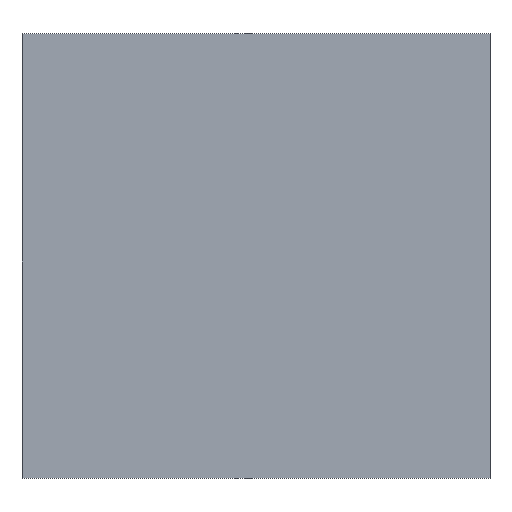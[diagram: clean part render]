
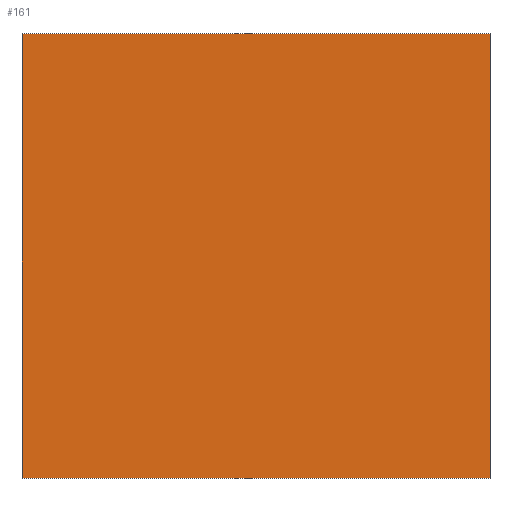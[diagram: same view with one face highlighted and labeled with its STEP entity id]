
A CAD part, top view. The second image highlights one B-rep face of the part: STEP entity #161.
In plain terms, the highlighted planar face has unit normal (0, 0, 1).
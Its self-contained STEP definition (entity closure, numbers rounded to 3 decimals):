
#1 = CARTESIAN_POINT ( 'NONE',  ( 0., 0., 16.76 ) ) ;
#4 = VECTOR ( 'NONE', #157, 1000. ) ;
#9 = CARTESIAN_POINT ( 'NONE',  ( 1000., 0., 16.76 ) ) ;
#13 = VERTEX_POINT ( 'NONE', #63 ) ;
#16 = DIRECTION ( 'NONE',  ( 0., -1., 0. ) ) ;
#18 = EDGE_CURVE ( 'NONE', #47, #25, #122, .T. ) ;
#20 = FACE_OUTER_BOUND ( 'NONE', #184, .T. ) ;
#21 = CARTESIAN_POINT ( 'NONE',  ( 0., 0., 16.76 ) ) ;
#22 = VECTOR ( 'NONE', #95, 1000. ) ;
#25 = VERTEX_POINT ( 'NONE', #21 ) ;
#34 = DIRECTION ( 'NONE',  ( -1., 0., 0. ) ) ;
#36 = LINE ( 'NONE', #48, #4 ) ;
#47 = VERTEX_POINT ( 'NONE', #201 ) ;
#48 = CARTESIAN_POINT ( 'NONE',  ( 0., 0., 16.76 ) ) ;
#60 = ORIENTED_EDGE ( 'NONE', *, *, #84, .T. ) ;
#63 = CARTESIAN_POINT ( 'NONE',  ( 1000., 950., 16.76 ) ) ;
#73 = ORIENTED_EDGE ( 'NONE', *, *, #18, .T. ) ;
#84 = EDGE_CURVE ( 'NONE', #13, #47, #167, .T. ) ;
#95 = DIRECTION ( 'NONE',  ( 0., 1., 0. ) ) ;
#98 = VECTOR ( 'NONE', #16, 1000. ) ;
#107 = VECTOR ( 'NONE', #34, 1000. ) ;
#112 = DIRECTION ( 'NONE',  ( 0., 0., -1. ) ) ;
#113 = CARTESIAN_POINT ( 'NONE',  ( 1000., 0., 16.76 ) ) ;
#116 = AXIS2_PLACEMENT_3D ( 'NONE', #1, #112, #172 ) ;
#122 = LINE ( 'NONE', #154, #98 ) ;
#138 = EDGE_CURVE ( 'NONE', #25, #199, #36, .T. ) ;
#139 = ORIENTED_EDGE ( 'NONE', *, *, #138, .T. ) ;
#140 = LINE ( 'NONE', #113, #22 ) ;
#143 = PLANE ( 'NONE',  #116 ) ;
#150 = EDGE_CURVE ( 'NONE', #199, #13, #140, .T. ) ;
#154 = CARTESIAN_POINT ( 'NONE',  ( 0., 0., 16.76 ) ) ;
#157 = DIRECTION ( 'NONE',  ( 1., 0., 0. ) ) ;
#161 = ADVANCED_FACE ( 'NONE', ( #20 ), #143, .F. ) ;
#167 = LINE ( 'NONE', #192, #107 ) ;
#172 = DIRECTION ( 'NONE',  ( -1., 0., 0. ) ) ;
#182 = ORIENTED_EDGE ( 'NONE', *, *, #150, .T. ) ;
#184 = EDGE_LOOP ( 'NONE', ( #73, #139, #182, #60 ) ) ;
#192 = CARTESIAN_POINT ( 'NONE',  ( 0., 950., 16.76 ) ) ;
#199 = VERTEX_POINT ( 'NONE', #9 ) ;
#201 = CARTESIAN_POINT ( 'NONE',  ( 0., 950., 16.76 ) ) ;
